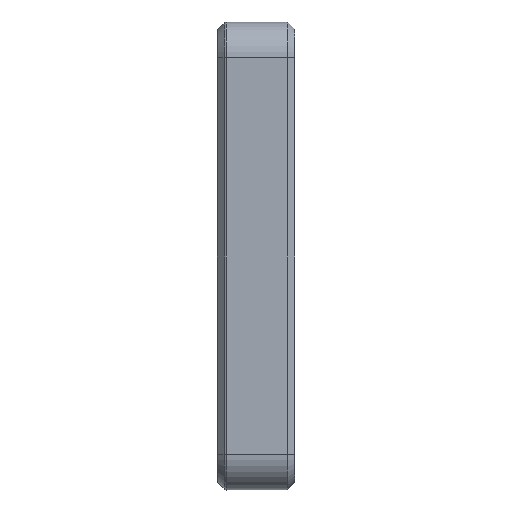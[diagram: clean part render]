
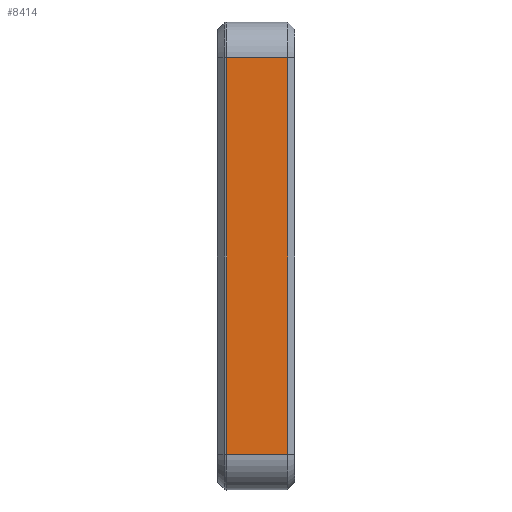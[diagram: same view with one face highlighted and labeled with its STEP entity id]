
A CAD part, left-side view. The second image highlights one B-rep face of the part: STEP entity #8414.
In plain terms, the highlighted planar face has unit normal (-1, 0, 0).
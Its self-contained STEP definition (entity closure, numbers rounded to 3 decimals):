
#628=FACE_OUTER_BOUND('',#1131,.T.);
#1131=EDGE_LOOP('',(#7341,#7342,#7343,#7344));
#1920=LINE('',#14115,#2724);
#1946=LINE('',#14203,#2750);
#1948=LINE('',#14207,#2752);
#1949=LINE('',#14208,#2753);
#2724=VECTOR('',#11470,10.);
#2750=VECTOR('',#11564,10.);
#2752=VECTOR('',#11568,10.);
#2753=VECTOR('',#11569,10.);
#4058=VERTEX_POINT('',#14094);
#4066=VERTEX_POINT('',#14112);
#4094=VERTEX_POINT('',#14200);
#4096=VERTEX_POINT('',#14206);
#5194=EDGE_CURVE('',#4066,#4058,#1920,.T.);
#5238=EDGE_CURVE('',#4094,#4066,#1946,.T.);
#5240=EDGE_CURVE('',#4096,#4094,#1948,.T.);
#5241=EDGE_CURVE('',#4058,#4096,#1949,.T.);
#7341=ORIENTED_EDGE('',*,*,#5240,.F.);
#7342=ORIENTED_EDGE('',*,*,#5241,.F.);
#7343=ORIENTED_EDGE('',*,*,#5194,.F.);
#7344=ORIENTED_EDGE('',*,*,#5238,.F.);
#8062=PLANE('',#9274);
#8414=ADVANCED_FACE('',(#628),#8062,.T.);
#9274=AXIS2_PLACEMENT_3D('',#14205,#11566,#11567);
#11470=DIRECTION('',(0.,0.,1.));
#11564=DIRECTION('',(0.,1.,0.));
#11566=DIRECTION('center_axis',(-1.,0.,0.));
#11567=DIRECTION('ref_axis',(0.,0.,-1.));
#11568=DIRECTION('',(0.,0.,-1.));
#11569=DIRECTION('',(0.,-1.,0.));
#14094=CARTESIAN_POINT('',(-102.7,-2.914,60.217));
#14112=CARTESIAN_POINT('',(-102.7,-2.914,-50.8));
#14115=CARTESIAN_POINT('',(-102.7,-2.914,53.84));
#14200=CARTESIAN_POINT('',(-102.7,-20.,-50.8));
#14203=CARTESIAN_POINT('',(-102.7,0.,-50.8));
#14205=CARTESIAN_POINT('Origin',(-102.7,0.,70.217));
#14206=CARTESIAN_POINT('',(-102.7,-20.,60.217));
#14207=CARTESIAN_POINT('',(-102.7,-20.,37.463));
#14208=CARTESIAN_POINT('',(-102.7,0.,60.217));
